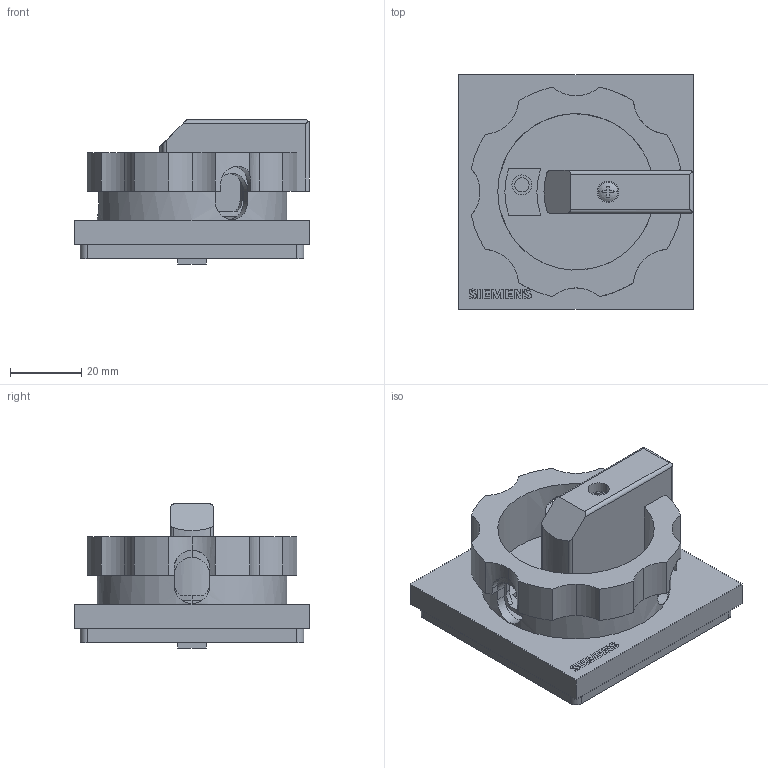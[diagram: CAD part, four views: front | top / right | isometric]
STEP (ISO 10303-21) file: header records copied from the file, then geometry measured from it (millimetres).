
FILE_DESCRIPTION(('STEP AP214'),'1');
FILE_NAME('cctmp_10F3748B-09A5-41A7-9402-55202EBF56D1_2023_04_14_05_29_39_0235..stp','2023-04-14T03:29:39',('SIEMENS A&D'),('CADClick - www.CADClick.com'),'Spatial InterOp 3D postprocessed',' ','unknown authorization');
FILE_SCHEMA(('AUTOMOTIVE_DESIGN'));
Length unit declared in the file: millimetre
Products named in the file (1): 2023_04_14_05_29_39_0219
Bounding box: 66 x 66 x 40.5 mm (x, y, z)
Volume: 72076.9 mm3; surface area: 28565.8 mm2
Topology: 1 solids, 2 shells, 256 faces, 710 edges, 464 vertices
Faces by surface type: plane 134, cylinder 116, sphere 2, torus 2, cone 2
Entity records: 9190 total; most frequent: CARTESIAN_POINT 1705, ORIENTED_EDGE 1416, DIRECTION 1393, EDGE_CURVE 708, AXIS2_PLACEMENT_3D 475, VERTEX_POINT 464, LINE 443, VECTOR 443
